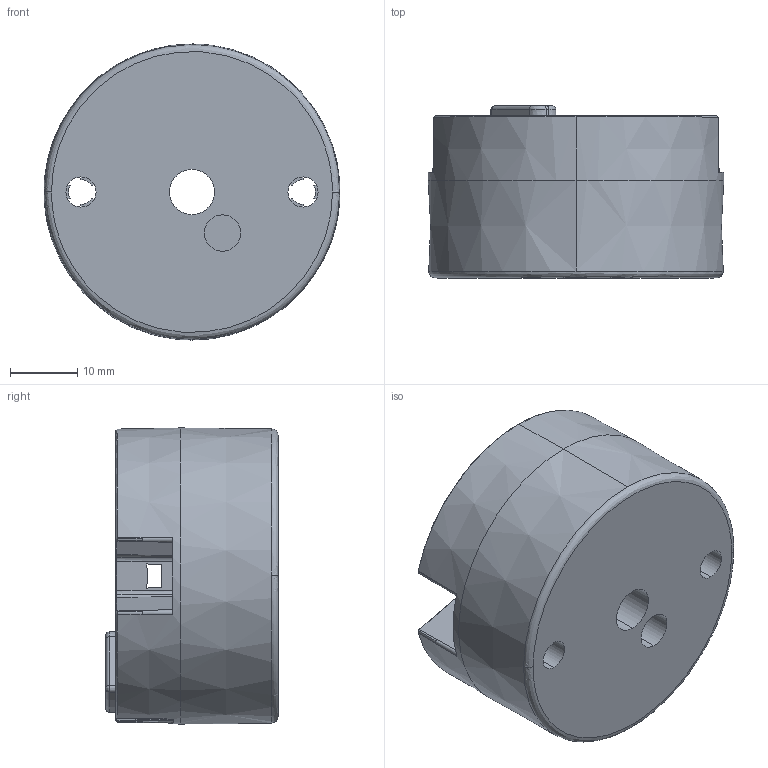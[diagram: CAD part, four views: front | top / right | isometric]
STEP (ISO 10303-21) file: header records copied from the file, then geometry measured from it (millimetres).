
FILE_DESCRIPTION (( 'STEP AP214' ), '1' );
FILE_NAME ('TMT72-4LR3_142.STEP', '2025-03-26T23:31:06', ( '' ), ( '' ), 'SwSTEP 2.0', 'SolidWorks 2024', '' );
FILE_SCHEMA (( 'AUTOMOTIVE_DESIGN' ));
Length unit declared in the file: inch
Products named in the file (1): TMT72-4LR3_142
Bounding box: 43.96 x 25.6 x 44 mm (x, y, z)
Volume: 28297.1 mm3; surface area: 10175.3 mm2
Topology: 14 solids, 14 shells, 1114 faces, 3022 edges, 1939 vertices
Faces by surface type: plane 432, cylinder 282, bspline 263, cone 133, torus 4
Entity records: 41273 total; most frequent: CARTESIAN_POINT 15438, ORIENTED_EDGE 6036, DIRECTION 4476, EDGE_CURVE 3018, VERTEX_POINT 1939, AXIS2_PLACEMENT_3D 1596, VECTOR 1284, LINE 1284
